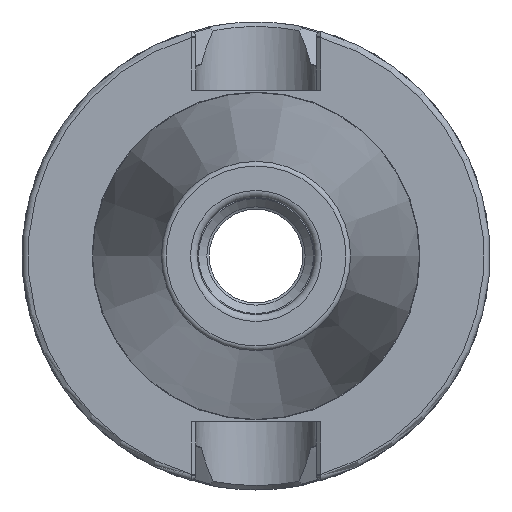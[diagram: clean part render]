
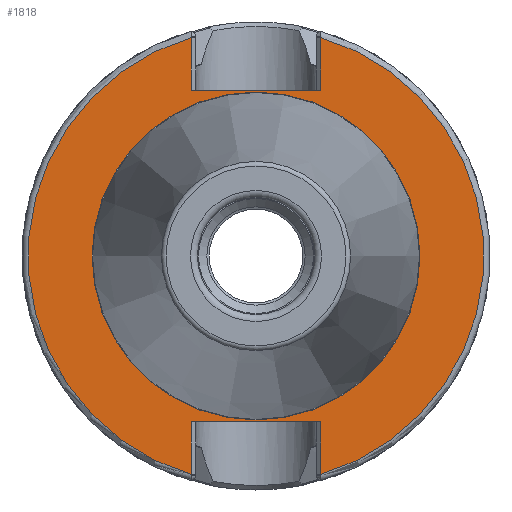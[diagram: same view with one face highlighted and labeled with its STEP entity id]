
A CAD part, left-side view. The second image highlights one B-rep face of the part: STEP entity #1818.
In plain terms, the highlighted planar face has unit normal (-1, 0, 0).
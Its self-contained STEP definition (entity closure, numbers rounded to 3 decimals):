
#67=FACE_BOUND('',#444,.T.);
#133=CIRCLE('',#2032,48.7);
#134=CIRCLE('',#2033,48.7);
#135=CIRCLE('',#2034,35.025);
#329=FACE_OUTER_BOUND('',#443,.T.);
#443=EDGE_LOOP('',(#1377,#1378,#1379,#1380,#1381,#1382,#1383,#1384));
#444=EDGE_LOOP('',(#1385));
#538=LINE('',#3007,#638);
#545=LINE('',#3250,#645);
#552=LINE('',#3375,#652);
#553=LINE('',#3378,#653);
#554=LINE('',#3380,#654);
#555=LINE('',#3383,#655);
#638=VECTOR('',#2308,10.);
#645=VECTOR('',#2339,10.);
#652=VECTOR('',#2350,10.);
#653=VECTOR('',#2353,10.);
#654=VECTOR('',#2354,10.);
#655=VECTOR('',#2357,10.);
#766=VERTEX_POINT('',#3005);
#767=VERTEX_POINT('',#3006);
#788=VERTEX_POINT('',#3247);
#789=VERTEX_POINT('',#3249);
#798=VERTEX_POINT('',#3374);
#799=VERTEX_POINT('',#3376);
#800=VERTEX_POINT('',#3379);
#801=VERTEX_POINT('',#3381);
#802=VERTEX_POINT('',#3384);
#974=EDGE_CURVE('',#766,#767,#538,.T.);
#1000=EDGE_CURVE('',#788,#789,#545,.T.);
#1013=EDGE_CURVE('',#798,#789,#552,.T.);
#1014=EDGE_CURVE('',#799,#788,#133,.T.);
#1015=EDGE_CURVE('',#766,#799,#553,.T.);
#1016=EDGE_CURVE('',#800,#767,#554,.T.);
#1017=EDGE_CURVE('',#801,#800,#134,.T.);
#1018=EDGE_CURVE('',#798,#801,#555,.T.);
#1019=EDGE_CURVE('',#802,#802,#135,.T.);
#1377=ORIENTED_EDGE('',*,*,#1013,.T.);
#1378=ORIENTED_EDGE('',*,*,#1000,.F.);
#1379=ORIENTED_EDGE('',*,*,#1014,.F.);
#1380=ORIENTED_EDGE('',*,*,#1015,.F.);
#1381=ORIENTED_EDGE('',*,*,#974,.T.);
#1382=ORIENTED_EDGE('',*,*,#1016,.F.);
#1383=ORIENTED_EDGE('',*,*,#1017,.F.);
#1384=ORIENTED_EDGE('',*,*,#1018,.F.);
#1385=ORIENTED_EDGE('',*,*,#1019,.T.);
#1753=PLANE('',#2031);
#1818=ADVANCED_FACE('',(#329,#67),#1753,.T.);
#2031=AXIS2_PLACEMENT_3D('',#3373,#2348,#2349);
#2032=AXIS2_PLACEMENT_3D('',#3377,#2351,#2352);
#2033=AXIS2_PLACEMENT_3D('',#3382,#2355,#2356);
#2034=AXIS2_PLACEMENT_3D('',#3385,#2358,#2359);
#2308=DIRECTION('',(0.,1.,0.));
#2339=DIRECTION('',(0.,0.,1.));
#2348=DIRECTION('center_axis',(-1.,0.,0.));
#2349=DIRECTION('ref_axis',(0.,0.,1.));
#2350=DIRECTION('',(0.,-1.,0.));
#2351=DIRECTION('center_axis',(1.,0.,0.));
#2352=DIRECTION('ref_axis',(0.,0.,-1.));
#2353=DIRECTION('',(0.,0.,1.));
#2354=DIRECTION('',(0.,0.,-1.));
#2355=DIRECTION('center_axis',(1.,0.,0.));
#2356=DIRECTION('ref_axis',(0.,0.,-1.));
#2357=DIRECTION('',(0.,0.,-1.));
#2358=DIRECTION('center_axis',(1.,0.,0.));
#2359=DIRECTION('ref_axis',(0.,0.,-1.));
#3005=CARTESIAN_POINT('',(3.,-13.85,35.4));
#3006=CARTESIAN_POINT('',(3.,13.85,35.4));
#3007=CARTESIAN_POINT('',(3.,24.35,35.4));
#3247=CARTESIAN_POINT('',(3.,-13.85,-46.689));
#3249=CARTESIAN_POINT('',(3.,-13.85,-35.4));
#3250=CARTESIAN_POINT('',(3.,-13.85,-17.7));
#3373=CARTESIAN_POINT('Origin',(3.,48.7,0.));
#3374=CARTESIAN_POINT('',(3.,13.85,-35.4));
#3375=CARTESIAN_POINT('',(3.,24.35,-35.4));
#3376=CARTESIAN_POINT('',(3.,-13.85,46.689));
#3377=CARTESIAN_POINT('Origin',(3.,0.,0.));
#3378=CARTESIAN_POINT('',(3.,-13.85,17.7));
#3379=CARTESIAN_POINT('',(3.,13.85,46.689));
#3380=CARTESIAN_POINT('',(3.,13.85,17.7));
#3381=CARTESIAN_POINT('',(3.,13.85,-46.689));
#3382=CARTESIAN_POINT('Origin',(3.,0.,0.));
#3383=CARTESIAN_POINT('',(3.,13.85,-17.7));
#3384=CARTESIAN_POINT('',(3.,0.,35.025));
#3385=CARTESIAN_POINT('Origin',(3.,0.,0.));
